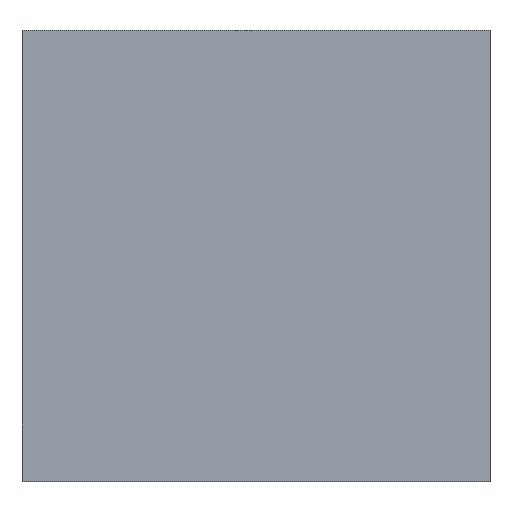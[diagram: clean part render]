
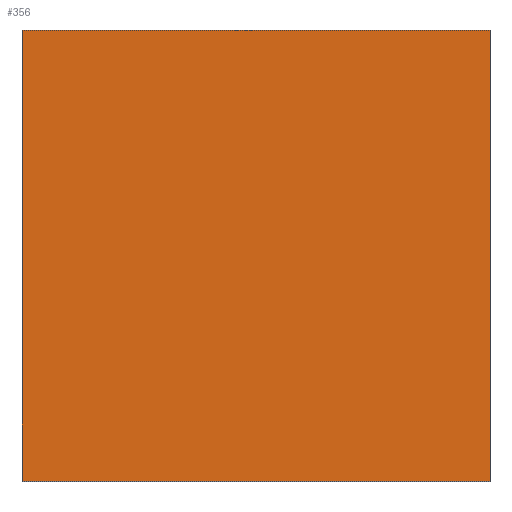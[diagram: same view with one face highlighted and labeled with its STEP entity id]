
A CAD part, top view. The second image highlights one B-rep face of the part: STEP entity #356.
In plain terms, the highlighted planar face has unit normal (0, 0, 1).
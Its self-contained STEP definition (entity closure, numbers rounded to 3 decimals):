
#24 = VERTEX_POINT('',#25);
#25 = CARTESIAN_POINT('',(0.,0.,13.2));
#31 = EDGE_CURVE('',#24,#32,#34,.T.);
#32 = VERTEX_POINT('',#33);
#33 = CARTESIAN_POINT('',(16.4,0.,13.2));
#34 = LINE('',#35,#36);
#35 = CARTESIAN_POINT('',(0.,0.,13.2));
#36 = VECTOR('',#37,1.);
#37 = DIRECTION('',(1.,0.,0.));
#64 = VERTEX_POINT('',#65);
#65 = CARTESIAN_POINT('',(0.,15.8,13.2));
#110 = EDGE_CURVE('',#64,#24,#111,.T.);
#111 = LINE('',#112,#113);
#112 = CARTESIAN_POINT('',(0.,15.8,13.2));
#113 = VECTOR('',#114,1.);
#114 = DIRECTION('',(0.,-1.,0.));
#166 = VERTEX_POINT('',#167);
#167 = CARTESIAN_POINT('',(16.4,15.8,13.2));
#173 = EDGE_CURVE('',#32,#166,#174,.T.);
#174 = LINE('',#175,#176);
#175 = CARTESIAN_POINT('',(16.4,0.,13.2));
#176 = VECTOR('',#177,1.);
#177 = DIRECTION('',(0.,1.,0.));
#356 = ADVANCED_FACE('',(#357),#368,.T.);
#357 = FACE_BOUND('',#358,.T.);
#358 = EDGE_LOOP('',(#359,#360,#361,#367));
#359 = ORIENTED_EDGE('',*,*,#31,.T.);
#360 = ORIENTED_EDGE('',*,*,#173,.T.);
#361 = ORIENTED_EDGE('',*,*,#362,.T.);
#362 = EDGE_CURVE('',#166,#64,#363,.T.);
#363 = LINE('',#364,#365);
#364 = CARTESIAN_POINT('',(16.4,15.8,13.2));
#365 = VECTOR('',#366,1.);
#366 = DIRECTION('',(-1.,0.,0.));
#367 = ORIENTED_EDGE('',*,*,#110,.T.);
#368 = PLANE('',#369);
#369 = AXIS2_PLACEMENT_3D('',#370,#371,#372);
#370 = CARTESIAN_POINT('',(8.2,7.9,13.2));
#371 = DIRECTION('',(0.,0.,1.));
#372 = DIRECTION('',(1.,0.,0.));
